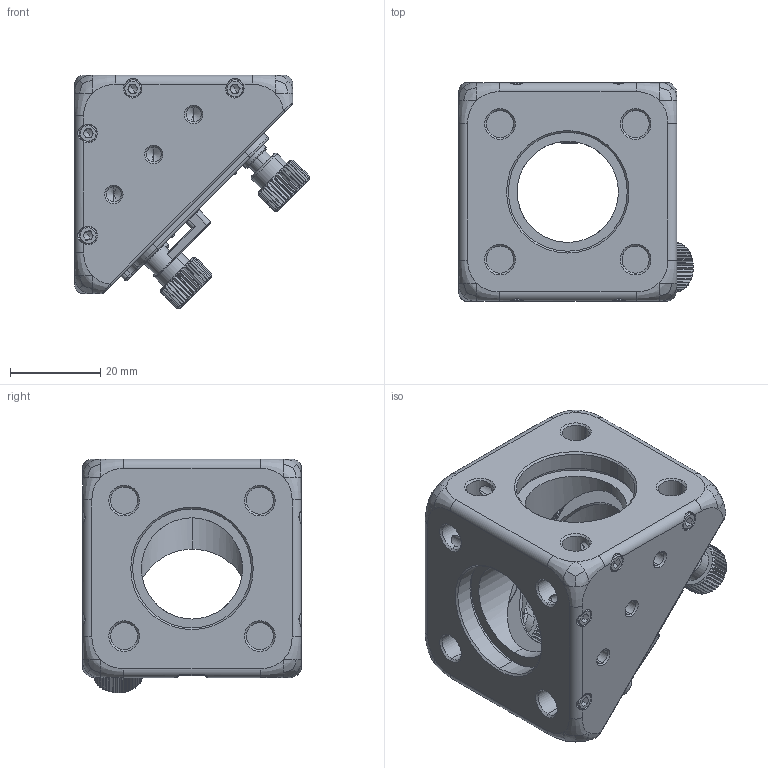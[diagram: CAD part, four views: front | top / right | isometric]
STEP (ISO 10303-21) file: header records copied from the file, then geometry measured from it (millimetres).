
FILE_DESCRIPTION (( 'STEP AP203' ), '1' );
FILE_NAME ('CSRA1-BE.STEP', '2025-06-18T02:33:51', ( '' ), ( '' ), 'SwSTEP 2.0', 'SolidWorks 2020', '' );
FILE_SCHEMA (( 'CONFIG_CONTROL_DESIGN' ));
Length unit declared in the file: millimetre
Products named in the file (1): CSRA1-BE
Bounding box: 51.94 x 48.3 x 51.65 mm (x, y, z)
Volume: 44958 mm3; surface area: 26325.8 mm2
Topology: 35 solids, 35 shells, 1662 faces, 4299 edges, 2657 vertices
Faces by surface type: plane 768, cylinder 408, cone 274, bspline 151, torus 39, sphere 22
Entity records: 71968 total; most frequent: CARTESIAN_POINT 33224, ORIENTED_EDGE 8354, DIRECTION 7544, EDGE_CURVE 4177, AXIS2_PLACEMENT_3D 2670, VERTEX_POINT 2651, LINE 2204, VECTOR 2204
